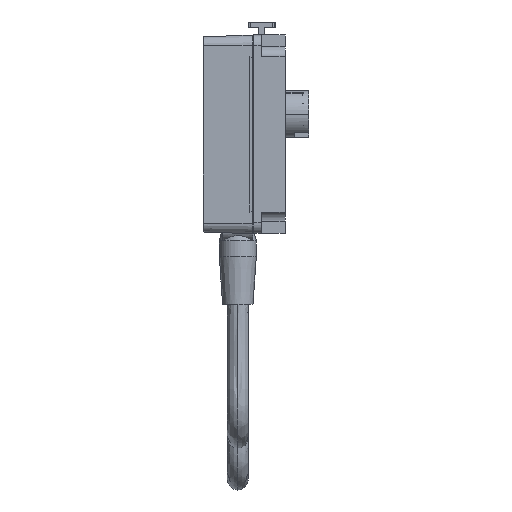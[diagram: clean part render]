
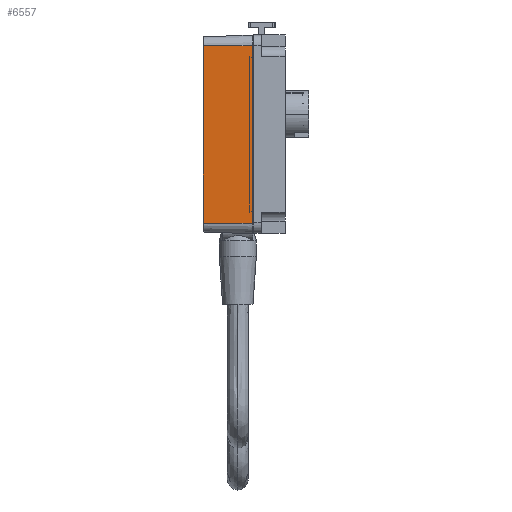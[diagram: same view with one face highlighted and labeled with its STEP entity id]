
A CAD part, left-side view. The second image highlights one B-rep face of the part: STEP entity #6557.
In plain terms, the highlighted planar face has unit normal (-0.999, 0.035, 0).
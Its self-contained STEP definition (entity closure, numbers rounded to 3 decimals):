
#5174=DIRECTION('',(0.,0.,-1.));
#5175=VECTOR('',#5174,67.17);
#5176=CARTESIAN_POINT('',(-222.633,-81.,
25.985));
#5177=LINE('',#5176,#5175);
#5212=DIRECTION('',(0.035,0.999,0.));
#5213=VECTOR('',#5212,18.511);
#5214=CARTESIAN_POINT('',(-223.283,-99.5,
25.985));
#5215=LINE('',#5214,#5213);
#5216=DIRECTION('',(0.,0.,-1.));
#5217=VECTOR('',#5216,67.17);
#5218=CARTESIAN_POINT('',(-223.283,-99.5,
25.985));
#5219=LINE('',#5218,#5217);
#5220=DIRECTION('',(0.035,0.999,0.));
#5221=VECTOR('',#5220,18.511);
#5222=CARTESIAN_POINT('',(-223.283,-99.5,
-41.185));
#5223=LINE('',#5222,#5221);
#5653=CARTESIAN_POINT('',(-223.283,-99.5,
-41.185));
#5654=VERTEX_POINT('',#5653);
#5655=CARTESIAN_POINT('',(-223.283,-99.5,
25.985));
#5656=VERTEX_POINT('',#5655);
#5821=CARTESIAN_POINT('',(-222.633,-81.,
25.985));
#5822=VERTEX_POINT('',#5821);
#5823=CARTESIAN_POINT('',(-222.633,-81.,
-41.185));
#5824=VERTEX_POINT('',#5823);
#6545=CARTESIAN_POINT('',(-222.958,-90.25,-7.6));
#6546=DIRECTION('',(-0.999,0.035,0.));
#6547=DIRECTION('',(-0.035,-0.999,0.));
#6548=AXIS2_PLACEMENT_3D('',#6545,#6546,#6547);
#6549=PLANE('',#6548);
#6550=ORIENTED_EDGE('',*,*,#6482,.F.);
#6551=ORIENTED_EDGE('',*,*,#6540,.F.);
#6552=ORIENTED_EDGE('',*,*,#5938,.T.);
#6554=ORIENTED_EDGE('',*,*,#6553,.T.);
#6555=EDGE_LOOP('',(#6550,#6551,#6552,#6554));
#6556=FACE_OUTER_BOUND('',#6555,.F.);
#5938=EDGE_CURVE('',#5656,#5654,#5219,.T.);
#6482=EDGE_CURVE('',#5822,#5824,#5177,.T.);
#6540=EDGE_CURVE('',#5656,#5822,#5215,.T.);
#6553=EDGE_CURVE('',#5654,#5824,#5223,.T.);
#6557=ADVANCED_FACE('',(#6556),#6549,.T.);
